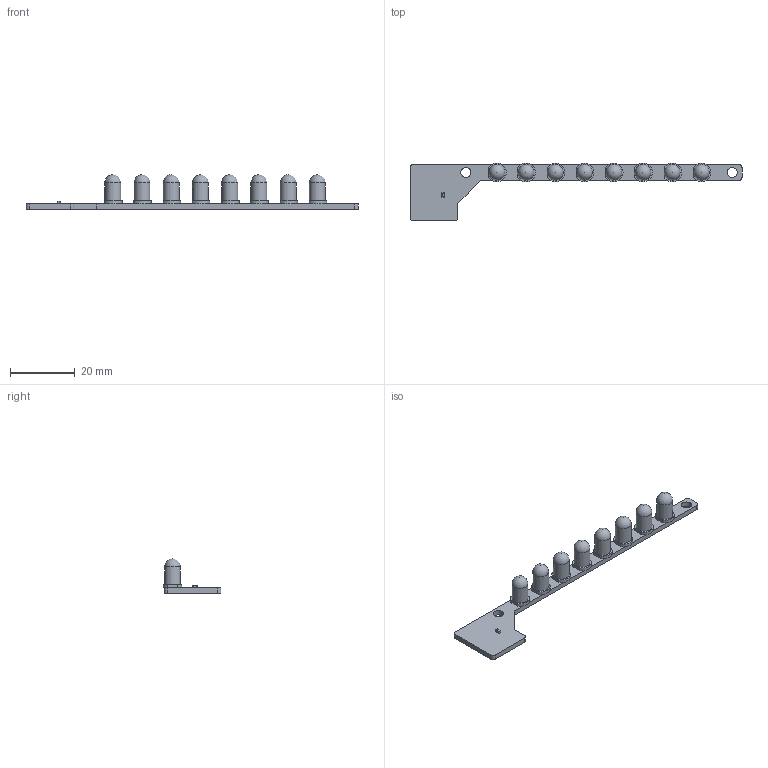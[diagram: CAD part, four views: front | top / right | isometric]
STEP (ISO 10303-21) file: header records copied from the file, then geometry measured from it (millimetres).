
FILE_DESCRIPTION(('FreeCAD Model'),'2;1');
FILE_NAME('qPCR-ledarray_1x8.step','2020-07-07T16:26:17',('Author'),(''), 'Open CASCADE STEP processor 7.3','FreeCAD','Unknown');
FILE_SCHEMA(('AUTOMOTIVE_DESIGN { 1 0 10303 214 1 1 1 1 }'));
Length unit declared in the file: millimetre
Products named in the file (16): qPCR-ledarray_1x8; Board_Geoms_7705; Local_CS_7705; Pcb_7705; PCB_Sketch_7705; Step_Models_7705; Top_7705; D1_OVLEW1CB9/OVLGC0C6B9_v3_5EFF066C[2]; D2_OVLEW1CB9/OVLGC0C6B9_v3_5EFF0639[2]; D3_OVLEW1CB9/OVLGC0C6B9_v3_5EFF0606[2]; D4_OVLEW1CB9/OVLGC0C6B9_v3_5EFF05D3[2]; D5_OVLEW1CB9/OVLGC0C6B9_v3_5EFFA656[2]; D6_OVLEW1CB9/OVLGC0C6B9_v3_5EFFA623[2]; D7_OVLEW1CB9/OVLGC0C6B9_v3_5EFFA5F0[2]; D8_OVLEW1CB9/OVLGC0C6B9_v3_5EFFA5BD[2]; C1_C_0603_1608Metric_5EFFD67E[2]
Assembly tree (15 placements, depth 4):
  qPCR-ledarray_1x8
    Board_Geoms_7705
      Local_CS_7705
      Pcb_7705
      PCB_Sketch_7705
    Step_Models_7705
      Top_7705
        D1_OVLEW1CB9/OVLGC0C6B9_v3_5EFF066C[2]
        D2_OVLEW1CB9/OVLGC0C6B9_v3_5EFF0639[2]
        D3_OVLEW1CB9/OVLGC0C6B9_v3_5EFF0606[2]
        D4_OVLEW1CB9/OVLGC0C6B9_v3_5EFF05D3[2]
        D5_OVLEW1CB9/OVLGC0C6B9_v3_5EFFA656[2]
        D6_OVLEW1CB9/OVLGC0C6B9_v3_5EFFA623[2]
        D7_OVLEW1CB9/OVLGC0C6B9_v3_5EFFA5F0[2]
        D8_OVLEW1CB9/OVLGC0C6B9_v3_5EFFA5BD[2]
        C1_C_0603_1608Metric_5EFFD67E[2]
Bounding box: 102.21 x 17.82 x 10.55 mm (x, y, z)
Volume: 2393.2 mm3; surface area: 3290.2 mm2
Topology: 10 solids, 10 shells, 188 faces, 456 edges, 318 vertices
Faces by surface type: plane 129, cylinder 51, sphere 8
Full cylindrical faces by diameter (mm): 0.9 x16, 3.1 x2, 4.9 x8
Entity records: 6919 total; most frequent: DIRECTION 973, CARTESIAN_POINT 972, ORIENTED_EDGE 868, EDGE_CURVE 434, LINE 331, VECTOR 331, AXIS2_PLACEMENT_3D 321, VERTEX_POINT 292
